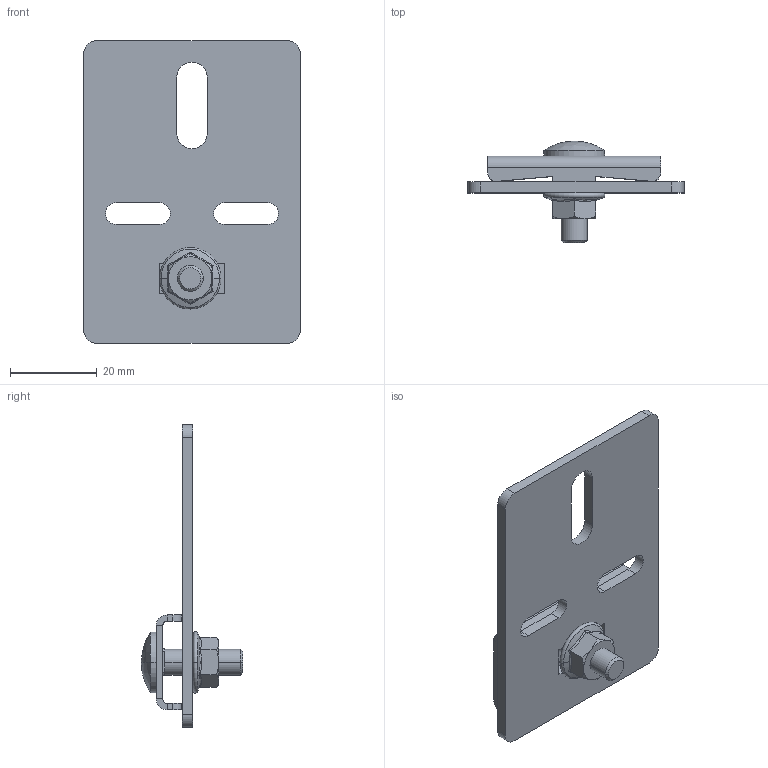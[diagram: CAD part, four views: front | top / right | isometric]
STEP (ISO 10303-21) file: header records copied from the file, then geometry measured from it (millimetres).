
FILE_DESCRIPTION((''),'2;1');
FILE_NAME('KTS_07_021-003_1_ASM','2013-09-18T',('AndreasKeweloh'),(''),'PRO/ENGINEER BY PARAMETRIC TECHNOLOGY CORPORATION, 2012360','PRO/ENGINEER BY PARAMETRIC TECHNOLOGY CORPORATION, 2012360','');
FILE_SCHEMA(('CONFIG_CONTROL_DESIGN'));
Length unit declared in the file: millimetre
Products named in the file (6): HEX_FLANGE_NUT_DIN_HEXAGON_FLAN; KTS_14_001-019_M6X25-; 048501; ASM0001_ASM; KTS_07_019-011_1_2-6221017; KTS_07_021-003_1_ASM
Assembly tree (5 placements, depth 3):
  KTS_07_021-003_1_ASM
    ASM0001_ASM
      HEX_FLANGE_NUT_DIN_HEXAGON_FLAN
      KTS_14_001-019_M6X25-
      048501
    KTS_07_019-011_1_2-6221017
Bounding box: 50 x 23.5 x 70 mm (x, y, z)
Volume: 10879.8 mm3; surface area: 10964.5 mm2
Topology: 4 solids, 4 shells, 117 faces, 280 edges, 173 vertices
Faces by surface type: plane 61, cylinder 28, cone 18, bspline 6, torus 2, sphere 2
Entity records: 4090 total; most frequent: CARTESIAN_POINT 1239, DIRECTION 570, ORIENTED_EDGE 560, EDGE_CURVE 280, AXIS2_PLACEMENT_3D 205, VERTEX_POINT 173, VECTOR 160, LINE 160
